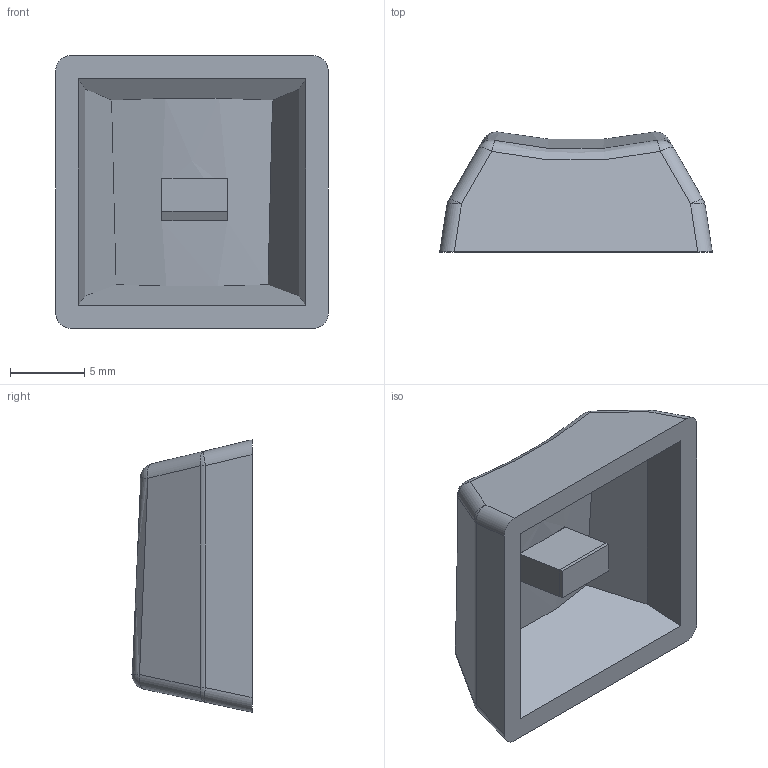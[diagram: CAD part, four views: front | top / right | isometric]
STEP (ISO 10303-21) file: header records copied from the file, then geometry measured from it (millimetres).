
FILE_DESCRIPTION (( 'STEP AP214' ), '1' );
FILE_NAME ('RA-1U.STEP', '2021-06-25T23:10:25', ( '' ), ( '' ), 'SwSTEP 2.0', 'SolidWorks 2020', '' );
FILE_SCHEMA (( 'AUTOMOTIVE_DESIGN' ));
Length unit declared in the file: millimetre
Products named in the file (1): RA-1U
Bounding box: 18.3 x 8.06 x 18.3 mm (x, y, z)
Volume: 921 mm3; surface area: 1329.7 mm2
Topology: 1 solids, 1 shells, 53 faces, 120 edges, 69 vertices
Faces by surface type: plane 27, cylinder 10, bspline 8, sphere 8
Entity records: 1606 total; most frequent: CARTESIAN_POINT 491, ORIENTED_EDGE 230, DIRECTION 209, EDGE_CURVE 115, AXIS2_PLACEMENT_3D 72, VERTEX_POINT 66, VECTOR 65, LINE 65
